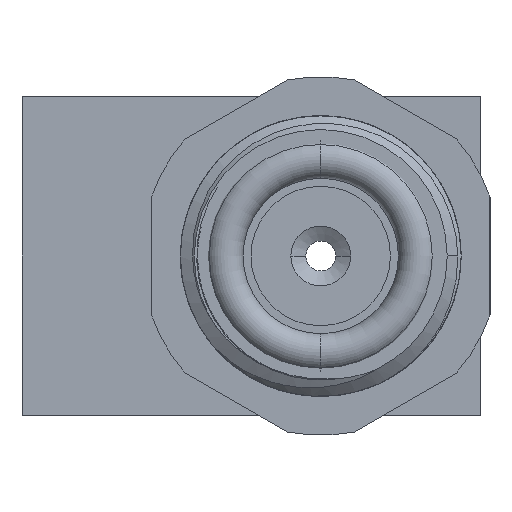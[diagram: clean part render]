
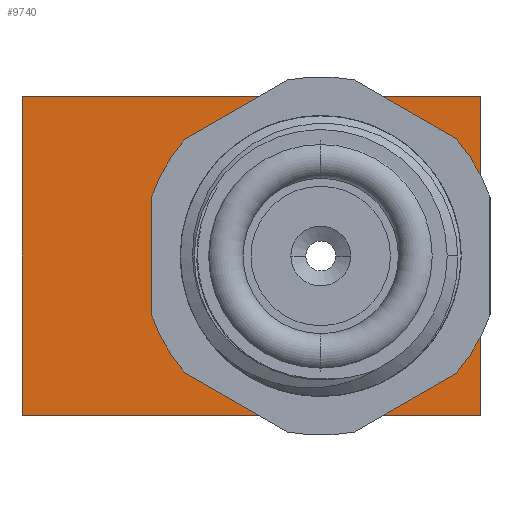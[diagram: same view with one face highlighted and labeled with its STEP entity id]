
A CAD part, left-side view. The second image highlights one B-rep face of the part: STEP entity #9740.
In plain terms, the highlighted planar face has unit normal (-1, 0, 0).
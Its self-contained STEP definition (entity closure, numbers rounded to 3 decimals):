
#253 = CARTESIAN_POINT ( 'NONE',  ( -27.5, -19.9, -0.993 ) ) ;
#254 = DIRECTION ( 'NONE',  ( 0., 0., 1. ) ) ;
#836 = CARTESIAN_POINT ( 'NONE',  ( -27.5, -20.042, 0.331 ) ) ;
#2524 = VERTEX_POINT ( 'NONE', #32853 ) ;
#3054 = ORIENTED_EDGE ( 'NONE', *, *, #8120, .T. ) ;
#3295 = DIRECTION ( 'NONE',  ( 1., 0., 0. ) ) ;
#3314 = CARTESIAN_POINT ( 'NONE',  ( -27.5, -15., 0. ) ) ;
#3405 = ORIENTED_EDGE ( 'NONE', *, *, #12884, .F. ) ;
#4145 = ORIENTED_EDGE ( 'NONE', *, *, #8100, .T. ) ;
#4632 = FACE_OUTER_BOUND ( 'NONE', #25799, .T. ) ;
#5660 = DIRECTION ( 'NONE',  ( 0., 0., 1. ) ) ;
#6002 = CIRCLE ( 'NONE', #29688, 5. ) ;
#6014 = DIRECTION ( 'NONE',  ( 1., 0., 0. ) ) ;
#6730 = CARTESIAN_POINT ( 'NONE',  ( -27.5, 0., -8. ) ) ;
#7476 = VECTOR ( 'NONE', #13329, 1000. ) ;
#8064 = CIRCLE ( 'NONE', #26794, 5. ) ;
#8100 = EDGE_CURVE ( 'NONE', #33893, #22197, #8926, .T. ) ;
#8120 = EDGE_CURVE ( 'NONE', #22197, #9255, #8064, .T. ) ;
#8534 = DIRECTION ( 'NONE',  ( 1., 0., 0. ) ) ;
#8926 = CIRCLE ( 'NONE', #28629, 5. ) ;
#8962 = DIRECTION ( 'NONE',  ( 0., 0., 1. ) ) ;
#9005 = CARTESIAN_POINT ( 'NONE',  ( -27.5, -19.9, -0.993 ) ) ;
#9023 = CARTESIAN_POINT ( 'NONE',  ( -27.5, -19.9, 0.993 ) ) ;
#9237 = CARTESIAN_POINT ( 'NONE',  ( -27.5, 0., 8. ) ) ;
#9255 = VERTEX_POINT ( 'NONE', #9023 ) ;
#9740 = ADVANCED_FACE ( 'NONE', ( #4632, #13082 ), #18206, .T. ) ;
#10608 = CARTESIAN_POINT ( 'NONE',  ( -27.5, 0., -8. ) ) ;
#10705 = VERTEX_POINT ( 'NONE', #6730 ) ;
#10837 = VECTOR ( 'NONE', #22282, 1000. ) ;
#11258 = DIRECTION ( 'NONE',  ( 0., 1., 0. ) ) ;
#11481 = LINE ( 'NONE', #22259, #34693 ) ;
#12784 = CARTESIAN_POINT ( 'NONE',  ( -27.5, -23., -8. ) ) ;
#12884 = EDGE_CURVE ( 'NONE', #10705, #17904, #29873, .T. ) ;
#13082 = FACE_BOUND ( 'NONE', #19479, .T. ) ;
#13329 = DIRECTION ( 'NONE',  ( 0., 0., 1. ) ) ;
#13945 = LINE ( 'NONE', #27403, #35061 ) ;
#14200 = CARTESIAN_POINT ( 'NONE',  ( -27.5, -15., 0. ) ) ;
#14417 = CARTESIAN_POINT ( 'NONE',  ( -27.5, -23., 8. ) ) ;
#14431 = CARTESIAN_POINT ( 'NONE',  ( -27.5, -15., 5. ) ) ;
#14432 = CARTESIAN_POINT ( 'NONE',  ( -27.5, -19.9, 0.993 ) ) ;
#16701 = ORIENTED_EDGE ( 'NONE', *, *, #31578, .T. ) ;
#16870 = CARTESIAN_POINT ( 'NONE',  ( -27.5, -15., -5. ) ) ;
#17382 = AXIS2_PLACEMENT_3D ( 'NONE', #12784, #31650, #34381 ) ;
#17537 = VERTEX_POINT ( 'NONE', #253 ) ;
#17605 = LINE ( 'NONE', #14417, #10837 ) ;
#17779 = ORIENTED_EDGE ( 'NONE', *, *, #19425, .F. ) ;
#17904 = VERTEX_POINT ( 'NONE', #9237 ) ;
#18206 = PLANE ( 'NONE',  #17382 ) ;
#19425 = EDGE_CURVE ( 'NONE', #33579, #10705, #13945, .T. ) ;
#19479 = EDGE_LOOP ( 'NONE', ( #33685, #4145, #3054, #19586 ) ) ;
#19586 = ORIENTED_EDGE ( 'NONE', *, *, #32972, .T. ) ;
#19622 = DIRECTION ( 'NONE',  ( 0., 0., 1. ) ) ;
#20216 = B_SPLINE_CURVE_WITH_KNOTS ( 'NONE', 3,
 ( #14432, #836, #25140, #9005 ),
 .UNSPECIFIED., .F., .F.,
 ( 4, 4 ),
 ( 0., 1. ),
 .UNSPECIFIED. ) ;
#22197 = VERTEX_POINT ( 'NONE', #14431 ) ;
#22259 = CARTESIAN_POINT ( 'NONE',  ( -27.5, -23., -8. ) ) ;
#22282 = DIRECTION ( 'NONE',  ( 0., 1., 0. ) ) ;
#25140 = CARTESIAN_POINT ( 'NONE',  ( -27.5, -20.042, -0.331 ) ) ;
#25799 = EDGE_LOOP ( 'NONE', ( #3405, #17779, #16701, #29456 ) ) ;
#25912 = EDGE_CURVE ( 'NONE', #2524, #17904, #17605, .T. ) ;
#26794 = AXIS2_PLACEMENT_3D ( 'NONE', #27275, #6014, #5660 ) ;
#27275 = CARTESIAN_POINT ( 'NONE',  ( -27.5, -15., 0. ) ) ;
#27403 = CARTESIAN_POINT ( 'NONE',  ( -27.5, -23., -8. ) ) ;
#28629 = AXIS2_PLACEMENT_3D ( 'NONE', #14200, #3295, #254 ) ;
#29456 = ORIENTED_EDGE ( 'NONE', *, *, #25912, .T. ) ;
#29688 = AXIS2_PLACEMENT_3D ( 'NONE', #3314, #8534, #19622 ) ;
#29873 = LINE ( 'NONE', #10608, #7476 ) ;
#30880 = EDGE_CURVE ( 'NONE', #17537, #33893, #6002, .T. ) ;
#31578 = EDGE_CURVE ( 'NONE', #33579, #2524, #11481, .T. ) ;
#31650 = DIRECTION ( 'NONE',  ( -1., 0., 0. ) ) ;
#32853 = CARTESIAN_POINT ( 'NONE',  ( -27.5, -23., 8. ) ) ;
#32972 = EDGE_CURVE ( 'NONE', #9255, #17537, #20216, .T. ) ;
#33579 = VERTEX_POINT ( 'NONE', #34820 ) ;
#33685 = ORIENTED_EDGE ( 'NONE', *, *, #30880, .T. ) ;
#33893 = VERTEX_POINT ( 'NONE', #16870 ) ;
#34381 = DIRECTION ( 'NONE',  ( 0., 0., 1. ) ) ;
#34693 = VECTOR ( 'NONE', #8962, 1000. ) ;
#34820 = CARTESIAN_POINT ( 'NONE',  ( -27.5, -23., -8. ) ) ;
#35061 = VECTOR ( 'NONE', #11258, 1000. ) ;
